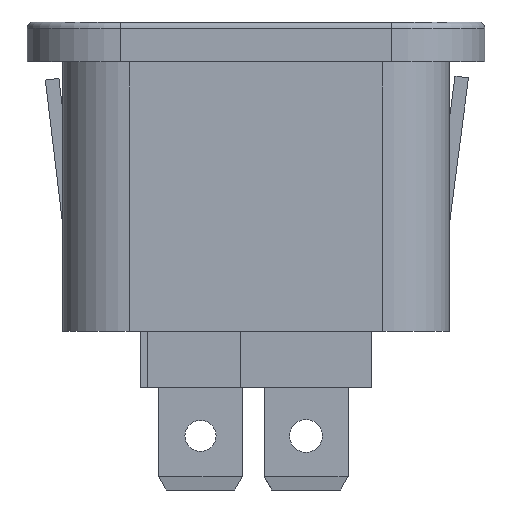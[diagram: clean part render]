
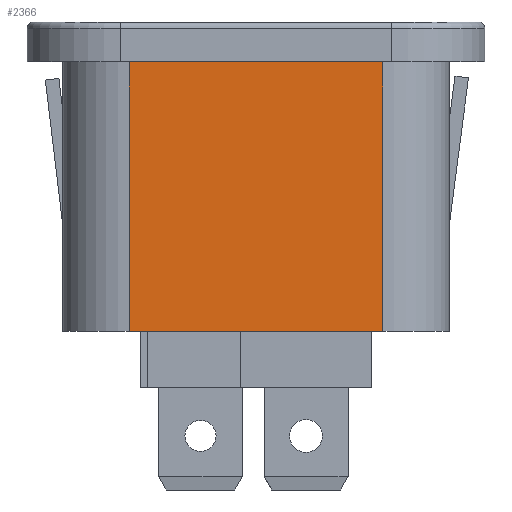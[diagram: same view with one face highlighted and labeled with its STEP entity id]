
A CAD part, left-side view. The second image highlights one B-rep face of the part: STEP entity #2366.
In plain terms, the highlighted planar face has unit normal (-1, 0, 0).
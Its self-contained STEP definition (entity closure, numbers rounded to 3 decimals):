
#126 = LINE ( 'NONE', #5091, #4670 ) ;
#280 = CARTESIAN_POINT ( 'NONE',  ( 2., 1.985, -20.22 ) ) ;
#822 = VECTOR ( 'NONE', #3075, 1000. ) ;
#1075 = AXIS2_PLACEMENT_3D ( 'NONE', #2299, #1378, #5597 ) ;
#1106 = DIRECTION ( 'NONE',  ( 0., -1., 0. ) ) ;
#1378 = DIRECTION ( 'NONE',  ( 1., 0., 0. ) ) ;
#1444 = VECTOR ( 'NONE', #1106, 1000. ) ;
#1881 = ORIENTED_EDGE ( 'NONE', *, *, #4227, .F. ) ;
#1953 = FACE_OUTER_BOUND ( 'NONE', #5093, .T. ) ;
#2299 = CARTESIAN_POINT ( 'NONE',  ( 2., 1.985, -20.22 ) ) ;
#2366 = ADVANCED_FACE ( 'NONE', ( #1953 ), #2429, .F. ) ;
#2429 = PLANE ( 'NONE',  #1075 ) ;
#2680 = ORIENTED_EDGE ( 'NONE', *, *, #4523, .T. ) ;
#2810 = VERTEX_POINT ( 'NONE', #3335 ) ;
#3075 = DIRECTION ( 'NONE',  ( 0., 0., 1. ) ) ;
#3313 = DIRECTION ( 'NONE',  ( 0., 0., -1. ) ) ;
#3335 = CARTESIAN_POINT ( 'NONE',  ( 2., 6.985, -0.03 ) ) ;
#3413 = ORIENTED_EDGE ( 'NONE', *, *, #5761, .F. ) ;
#3422 = VERTEX_POINT ( 'NONE', #4282 ) ;
#3461 = CARTESIAN_POINT ( 'NONE',  ( 2., 26.015, -20.22 ) ) ;
#3618 = EDGE_CURVE ( 'NONE', #5629, #2810, #4369, .T. ) ;
#3687 = VECTOR ( 'NONE', #5303, 1000. ) ;
#4059 = CARTESIAN_POINT ( 'NONE',  ( 2., 6.985, -20.22 ) ) ;
#4227 = EDGE_CURVE ( 'NONE', #5629, #5162, #5779, .T. ) ;
#4274 = CARTESIAN_POINT ( 'NONE',  ( 2., 1.985, -0.03 ) ) ;
#4282 = CARTESIAN_POINT ( 'NONE',  ( 2., 26.015, -0.03 ) ) ;
#4369 = LINE ( 'NONE', #5737, #822 ) ;
#4523 = EDGE_CURVE ( 'NONE', #3422, #5162, #126, .T. ) ;
#4670 = VECTOR ( 'NONE', #3313, 1000. ) ;
#5091 = CARTESIAN_POINT ( 'NONE',  ( 2., 26.015, -20.22 ) ) ;
#5093 = EDGE_LOOP ( 'NONE', ( #3413, #2680, #1881, #5167 ) ) ;
#5103 = LINE ( 'NONE', #4274, #1444 ) ;
#5162 = VERTEX_POINT ( 'NONE', #3461 ) ;
#5167 = ORIENTED_EDGE ( 'NONE', *, *, #3618, .T. ) ;
#5303 = DIRECTION ( 'NONE',  ( 0., 1., 0. ) ) ;
#5597 = DIRECTION ( 'NONE',  ( 0., 1., 0. ) ) ;
#5629 = VERTEX_POINT ( 'NONE', #4059 ) ;
#5737 = CARTESIAN_POINT ( 'NONE',  ( 2., 6.985, -20.22 ) ) ;
#5761 = EDGE_CURVE ( 'NONE', #3422, #2810, #5103, .T. ) ;
#5779 = LINE ( 'NONE', #280, #3687 ) ;
